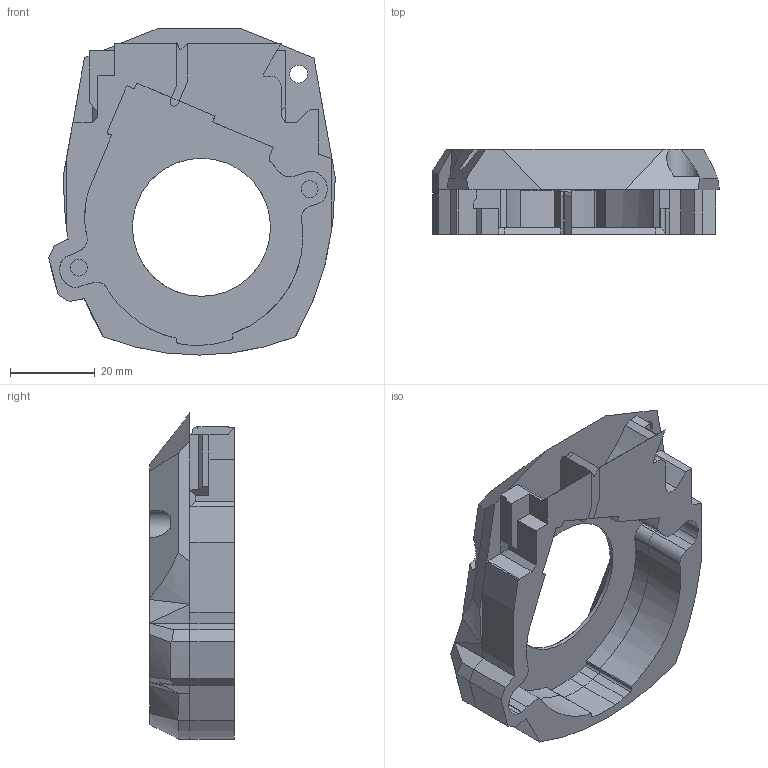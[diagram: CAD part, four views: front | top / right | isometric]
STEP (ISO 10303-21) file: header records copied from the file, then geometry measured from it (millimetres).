
FILE_DESCRIPTION(('HOOPS Exchange Step'),'2;1');
FILE_NAME('temp_export','2023-01-13T17:13:38+08:00',('Jim.Jiang'),('Shapr3D Limited'),'HOOPS Exchange 2022.0','Shapr3D','Authorized');
FILE_SCHEMA( ('AUTOMOTIVE_DESIGN { 1 0 10303 214 1 1 1 1 }') );
Length unit declared in the file: millimetre
Products named in the file (1): root
Bounding box: 67.45 x 20 x 76.75 mm (x, y, z)
Volume: 32105.7 mm3; surface area: 18098 mm2
Topology: 2 solids, 2 shells, 254 faces, 748 edges, 500 vertices
Faces by surface type: plane 116, bspline 107, cylinder 31
Full cylindrical faces by diameter (mm): 3.2 x1, 4 x5, 4.2 x1, 32.5 x1
Entity records: 18772 total; most frequent: CARTESIAN_POINT 12637, ORIENTED_EDGE 1494, DIRECTION 864, EDGE_CURVE 747, VERTEX_POINT 500, VECTOR 394, LINE 394, EDGE_LOOP 267
